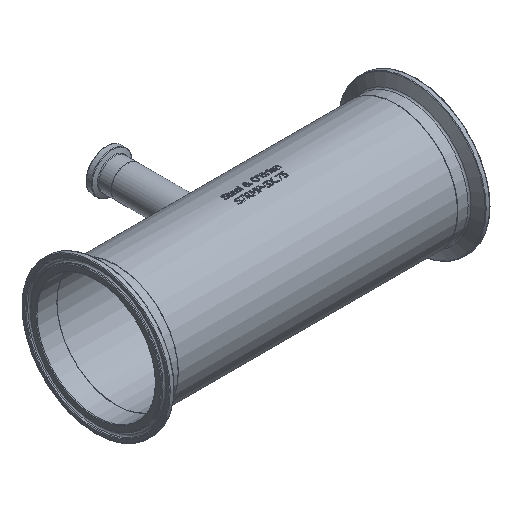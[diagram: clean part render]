
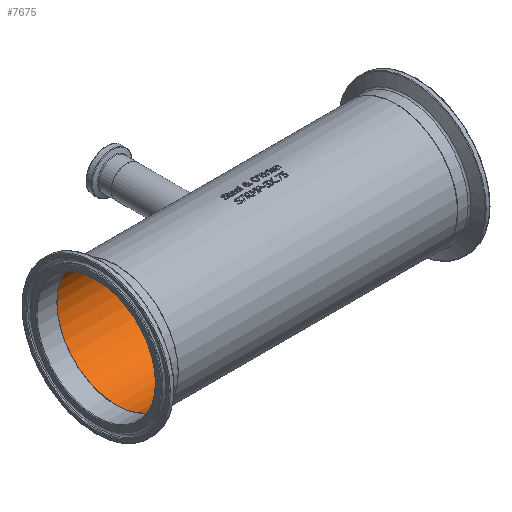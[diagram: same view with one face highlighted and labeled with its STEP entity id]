
A CAD part, isometric view. The second image highlights one B-rep face of the part: STEP entity #7675.
In plain terms, the highlighted cylindrical face has radius 36.449 mm (diameter 72.898 mm), a full revolution.
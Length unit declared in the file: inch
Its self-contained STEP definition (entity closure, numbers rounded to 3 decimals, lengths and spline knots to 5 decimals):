
#141=FACE_BOUND('',#1420,.T.);
#142=FACE_BOUND('',#1421,.T.);
#143=FACE_BOUND('',#1422,.T.);
#1420=EDGE_LOOP('',(#7037));
#1421=EDGE_LOOP('',(#7038));
#1422=EDGE_LOOP('',(#7039));
#2665=CIRCLE('',#8119,1.435);
#2666=CIRCLE('',#8120,1.435);
#3081=B_SPLINE_CURVE_WITH_KNOTS('',3,(#16596,#16597,#16598,#16599,#16600,
#16601,#16602,#16603,#16604,#16605,#16606,#16607,#16608,#16609,#16610,#16611,
#16612,#16613,#16614,#16615,#16616,#16617,#16618,#16619,#16620,#16621,#16622,
#16623,#16624,#16625,#16626,#16627,#16628,#16629),.UNSPECIFIED.,.T.,.F.,
(4,2,2,2,2,2,2,2,2,2,2,2,2,2,2,2,4),(0.,0.29763,0.59525,
0.89286,1.19046,1.48806,1.78567,2.08329,
2.38092,2.67855,2.97617,3.27378,3.57138,
3.86899,4.16659,4.46422,4.76184),
 .UNSPECIFIED.);
#3785=VERTEX_POINT('',#16595);
#3786=VERTEX_POINT('',#16631);
#3787=VERTEX_POINT('',#16633);
#4887=EDGE_CURVE('',#3785,#3785,#3081,.T.);
#4888=EDGE_CURVE('',#3786,#3786,#2665,.T.);
#4889=EDGE_CURVE('',#3787,#3787,#2666,.T.);
#7037=ORIENTED_EDGE('',*,*,#4887,.T.);
#7038=ORIENTED_EDGE('',*,*,#4888,.F.);
#7039=ORIENTED_EDGE('',*,*,#4889,.F.);
#7180=CYLINDRICAL_SURFACE('',#8118,1.435);
#7675=ADVANCED_FACE('',(#141,#142,#143),#7180,.F.);
#8118=AXIS2_PLACEMENT_3D('',#16630,#9501,#9502);
#8119=AXIS2_PLACEMENT_3D('',#16632,#9503,#9504);
#8120=AXIS2_PLACEMENT_3D('',#16634,#9505,#9506);
#9501=DIRECTION('center_axis',(-1.,0.,0.));
#9502=DIRECTION('ref_axis',(0.,0.,1.));
#9503=DIRECTION('center_axis',(1.,0.,0.));
#9504=DIRECTION('ref_axis',(0.,0.,1.));
#9505=DIRECTION('center_axis',(-1.,0.,0.));
#9506=DIRECTION('ref_axis',(0.,0.,1.));
#16595=CARTESIAN_POINT('',(0.,1.40112,0.31));
#16596=CARTESIAN_POINT('Ctrl Pts',(0.,1.40112,0.31));
#16597=CARTESIAN_POINT('Ctrl Pts',(0.03906,1.40112,
0.31));
#16598=CARTESIAN_POINT('Ctrl Pts',(0.08063,1.40292,
0.30217));
#16599=CARTESIAN_POINT('Ctrl Pts',(0.15697,1.40937,0.27049));
#16600=CARTESIAN_POINT('Ctrl Pts',(0.19175,1.41392,0.24666));
#16601=CARTESIAN_POINT('Ctrl Pts',(0.24666,1.4224,0.19175));
#16602=CARTESIAN_POINT('Ctrl Pts',(0.27049,1.4269,0.15697));
#16603=CARTESIAN_POINT('Ctrl Pts',(0.30217,1.43324,0.08063));
#16604=CARTESIAN_POINT('Ctrl Pts',(0.31,1.435,0.03906));
#16605=CARTESIAN_POINT('Ctrl Pts',(0.31,1.435,-0.03906));
#16606=CARTESIAN_POINT('Ctrl Pts',(0.30217,1.43324,-0.08063));
#16607=CARTESIAN_POINT('Ctrl Pts',(0.27049,1.4269,-0.15697));
#16608=CARTESIAN_POINT('Ctrl Pts',(0.24666,1.4224,-0.19175));
#16609=CARTESIAN_POINT('Ctrl Pts',(0.19175,1.41392,-0.24666));
#16610=CARTESIAN_POINT('Ctrl Pts',(0.15697,1.40937,-0.27049));
#16611=CARTESIAN_POINT('Ctrl Pts',(0.08063,1.40292,
-0.30217));
#16612=CARTESIAN_POINT('Ctrl Pts',(0.03906,1.40112,
-0.31));
#16613=CARTESIAN_POINT('Ctrl Pts',(-0.03906,1.40112,
-0.31));
#16614=CARTESIAN_POINT('Ctrl Pts',(-0.08063,1.40292,
-0.30217));
#16615=CARTESIAN_POINT('Ctrl Pts',(-0.15697,1.40937,-0.27049));
#16616=CARTESIAN_POINT('Ctrl Pts',(-0.19175,1.41392,
-0.24666));
#16617=CARTESIAN_POINT('Ctrl Pts',(-0.24666,1.4224,
-0.19175));
#16618=CARTESIAN_POINT('Ctrl Pts',(-0.27049,1.4269,
-0.15697));
#16619=CARTESIAN_POINT('Ctrl Pts',(-0.30217,1.43324,
-0.08063));
#16620=CARTESIAN_POINT('Ctrl Pts',(-0.31,1.435,-0.03906));
#16621=CARTESIAN_POINT('Ctrl Pts',(-0.31,1.435,0.03906));
#16622=CARTESIAN_POINT('Ctrl Pts',(-0.30217,1.43324,
0.08063));
#16623=CARTESIAN_POINT('Ctrl Pts',(-0.27049,1.4269,
0.15697));
#16624=CARTESIAN_POINT('Ctrl Pts',(-0.24666,1.4224,
0.19175));
#16625=CARTESIAN_POINT('Ctrl Pts',(-0.19175,1.41392,
0.24666));
#16626=CARTESIAN_POINT('Ctrl Pts',(-0.15697,1.40937,0.27049));
#16627=CARTESIAN_POINT('Ctrl Pts',(-0.08063,1.40292,
0.30217));
#16628=CARTESIAN_POINT('Ctrl Pts',(-0.03906,1.40112,
0.31));
#16629=CARTESIAN_POINT('Ctrl Pts',(0.,1.40112,
0.31));
#16630=CARTESIAN_POINT('Origin',(3.375,0.,0.));
#16631=CARTESIAN_POINT('',(-3.375,0.,-1.435));
#16632=CARTESIAN_POINT('Origin',(-3.375,0.,0.));
#16633=CARTESIAN_POINT('',(3.375,0.,-1.435));
#16634=CARTESIAN_POINT('Origin',(3.375,0.,0.));
